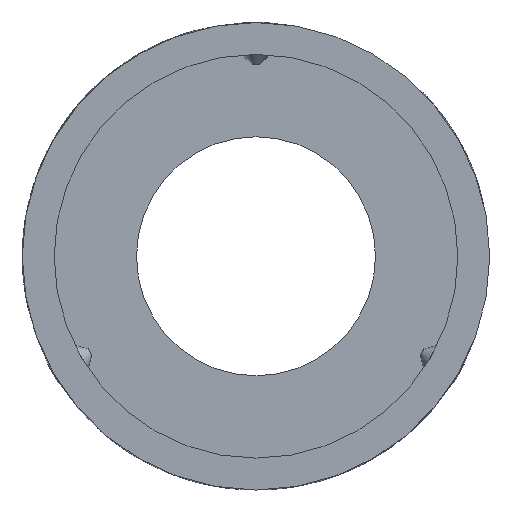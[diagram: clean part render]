
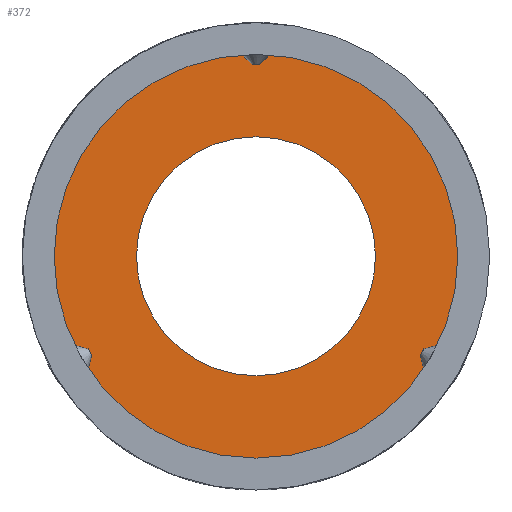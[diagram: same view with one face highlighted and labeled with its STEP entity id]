
A CAD part, left-side view. The second image highlights one B-rep face of the part: STEP entity #372.
In plain terms, the highlighted planar face has unit normal (-1, 0, 0).
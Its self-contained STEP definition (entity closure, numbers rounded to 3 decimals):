
#131=PLANE('',#2988);
#372=ADVANCED_FACE('',(#597,#598),#131,.F.);
#488=CIRCLE('',#2985,19.);
#489=CIRCLE('',#2987,11.25);
#597=FACE_BOUND('',#782,.T.);
#598=FACE_BOUND('',#783,.T.);
#782=EDGE_LOOP('',(#1580));
#783=EDGE_LOOP('',(#1581));
#1580=ORIENTED_EDGE('',*,*,#2494,.F.);
#1581=ORIENTED_EDGE('',*,*,#2493,.T.);
#2073=VERTEX_POINT('',#6305);
#2074=VERTEX_POINT('',#6308);
#2493=EDGE_CURVE('',#2073,#2073,#488,.T.);
#2494=EDGE_CURVE('',#2074,#2074,#489,.T.);
#2985=AXIS2_PLACEMENT_3D('',#6304,#3230,#3231);
#2987=AXIS2_PLACEMENT_3D('',#6307,#3234,#3235);
#2988=AXIS2_PLACEMENT_3D('',#6309,#3236,#3237);
#3230=DIRECTION('',(-1.,0.,0.));
#3231=DIRECTION('',(0.,0.,1.));
#3234=DIRECTION('',(-1.,0.,0.));
#3235=DIRECTION('',(0.,0.,1.));
#3236=DIRECTION('',(1.,0.,0.));
#3237=DIRECTION('',(0.,0.,-1.));
#6304=CARTESIAN_POINT('',(-19.02,0.,0.));
#6305=CARTESIAN_POINT('',(-19.02,0.,19.));
#6307=CARTESIAN_POINT('',(-19.02,0.,0.));
#6308=CARTESIAN_POINT('',(-19.02,0.,11.25));
#6309=CARTESIAN_POINT('',(-19.02,19.,0.));
